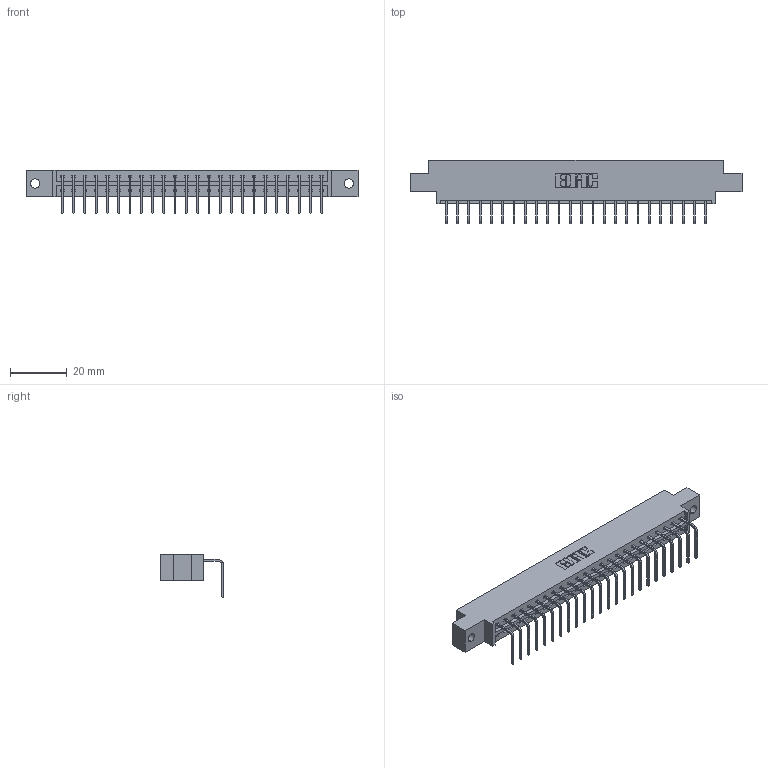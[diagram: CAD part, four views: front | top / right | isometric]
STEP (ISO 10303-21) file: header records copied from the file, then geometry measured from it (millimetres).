
FILE_DESCRIPTION (( 'STEP AP203' ), '1' );
FILE_NAME ('333-024-558-602.STEP', '2018-08-02T11:41:54', ( '' ), ( '' ), 'SwSTEP 2.0', 'SolidWorks 2016', '' );
FILE_SCHEMA (( 'CONFIG_CONTROL_DESIGN' ));
Length unit declared in the file: inch
Products named in the file (3): 333-024-558-602; 333 Part_Offset - .128 Dia; 345-292-001_558 Tail - 2
Assembly tree (25 placements, depth 2):
  333-024-558-602
    333 Part_Offset - .128 Dia
    345-292-001_558 Tail - 2  x24
Bounding box: 116.64 x 22.17 x 15.37 mm (x, y, z)
Volume: 11397.6 mm3; surface area: 12630.3 mm2
Topology: 25 solids, 25 shells, 1558 faces, 4691 edges, 3094 vertices
Faces by surface type: plane 1130, cylinder 428
Entity records: 17219 total; most frequent: CARTESIAN_POINT 2982, ORIENTED_EDGE 2942, DIRECTION 2551, EDGE_CURVE 1471, LINE 1343, VECTOR 1343, VERTEX_POINT 978, AXIS2_PLACEMENT_3D 604
